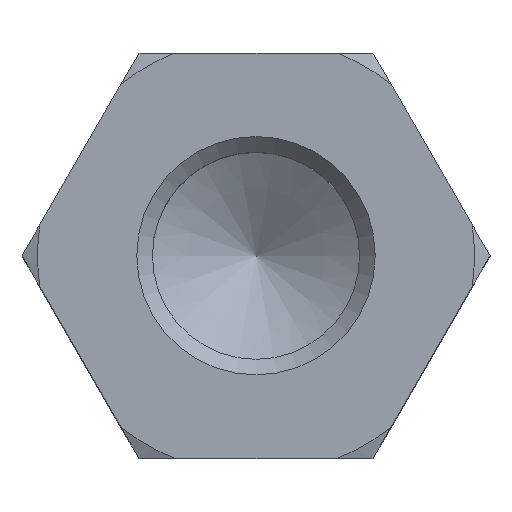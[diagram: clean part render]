
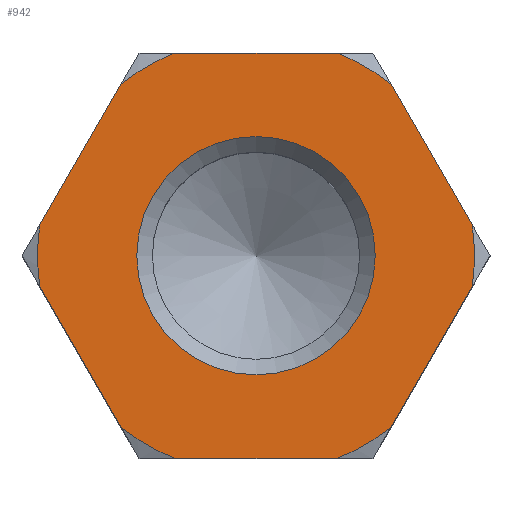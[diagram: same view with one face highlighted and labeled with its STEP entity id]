
A CAD part, top view. The second image highlights one B-rep face of the part: STEP entity #942.
In plain terms, the highlighted planar face has unit normal (0, 0, 1).
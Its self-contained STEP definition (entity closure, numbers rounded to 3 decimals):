
#485=CARTESIAN_POINT('',(6.936,-0.987,6.));
#486=VERTEX_POINT('',#485);
#500=CARTESIAN_POINT('',(4.323,-5.513,6.));
#501=VERTEX_POINT('',#500);
#502=CARTESIAN_POINT('',(6.936,-0.987,6.));
#503=DIRECTION('',(-0.5,-0.866,0.0));
#504=VECTOR('',#503,5.226);
#505=LINE('',#502,#504);
#506=EDGE_CURVE('',#486,#501,#505,.T.);
#548=CARTESIAN_POINT('',(-4.323,-5.513,6.));
#549=VERTEX_POINT('',#548);
#563=CARTESIAN_POINT('',(-6.936,-0.987,6.));
#564=VERTEX_POINT('',#563);
#565=CARTESIAN_POINT('',(-4.323,-5.513,6.));
#566=DIRECTION('',(-0.5,0.866,0.0));
#567=VECTOR('',#566,5.226);
#568=LINE('',#565,#567);
#569=EDGE_CURVE('',#549,#564,#568,.T.);
#603=CARTESIAN_POINT('',(-6.936,0.987,6.));
#604=VERTEX_POINT('',#603);
#605=CARTESIAN_POINT('',(0.0,0.0,6.));
#606=DIRECTION('',(0.0,0.0,1.0));
#607=DIRECTION('',(1.0,0.0,0.0));
#608=AXIS2_PLACEMENT_3D('',#605,#606,#607);
#609=CIRCLE('',#608,7.006);
#610=EDGE_CURVE('',#604,#564,#609,.T.);
#633=CARTESIAN_POINT('',(-4.323,5.513,6.));
#634=VERTEX_POINT('',#633);
#650=CARTESIAN_POINT('',(-2.613,6.5,6.));
#651=VERTEX_POINT('',#650);
#652=CARTESIAN_POINT('',(0.0,0.0,6.));
#653=DIRECTION('',(0.0,0.0,1.0));
#654=DIRECTION('',(1.0,0.0,0.0));
#655=AXIS2_PLACEMENT_3D('',#652,#653,#654);
#656=CIRCLE('',#655,7.006);
#657=EDGE_CURVE('',#651,#634,#656,.T.);
#680=CARTESIAN_POINT('',(2.613,6.5,6.));
#681=VERTEX_POINT('',#680);
#697=CARTESIAN_POINT('',(4.323,5.513,6.));
#698=VERTEX_POINT('',#697);
#699=CARTESIAN_POINT('',(0.0,0.0,6.));
#700=DIRECTION('',(0.0,0.0,1.0));
#701=DIRECTION('',(1.0,0.0,0.0));
#702=AXIS2_PLACEMENT_3D('',#699,#700,#701);
#703=CIRCLE('',#702,7.006);
#704=EDGE_CURVE('',#698,#681,#703,.T.);
#727=CARTESIAN_POINT('',(6.936,0.987,6.));
#728=VERTEX_POINT('',#727);
#742=CARTESIAN_POINT('',(0.0,0.0,6.));
#743=DIRECTION('',(0.0,0.0,1.0));
#744=DIRECTION('',(1.0,0.0,0.0));
#745=AXIS2_PLACEMENT_3D('',#742,#743,#744);
#746=CIRCLE('',#745,7.006);
#747=EDGE_CURVE('',#486,#728,#746,.T.);
#758=CARTESIAN_POINT('',(-2.613,-6.5,6.0));
#759=VERTEX_POINT('',#758);
#773=CARTESIAN_POINT('',(0.0,0.0,6.));
#774=DIRECTION('',(0.0,0.0,1.0));
#775=DIRECTION('',(1.0,0.0,0.0));
#776=AXIS2_PLACEMENT_3D('',#773,#774,#775);
#777=CIRCLE('',#776,7.006);
#778=EDGE_CURVE('',#549,#759,#777,.T.);
#790=CARTESIAN_POINT('',(2.613,-6.5,6.));
#791=VERTEX_POINT('',#790);
#792=CARTESIAN_POINT('',(0.0,0.0,6.));
#793=DIRECTION('',(0.0,0.0,1.0));
#794=DIRECTION('',(1.0,0.0,0.0));
#795=AXIS2_PLACEMENT_3D('',#792,#793,#794);
#796=CIRCLE('',#795,7.006);
#797=EDGE_CURVE('',#791,#501,#796,.T.);
#830=CARTESIAN_POINT('',(4.323,5.513,6.));
#831=DIRECTION('',(0.5,-0.866,0.0));
#832=VECTOR('',#831,5.226);
#833=LINE('',#830,#832);
#834=EDGE_CURVE('',#698,#728,#833,.T.);
#851=CARTESIAN_POINT('',(2.613,-6.5,6.));
#852=DIRECTION('',(-1.0,0.0,0.0));
#853=VECTOR('',#852,5.226);
#854=LINE('',#851,#853);
#855=EDGE_CURVE('',#791,#759,#854,.T.);
#878=CARTESIAN_POINT('',(3.824,0.,6.));
#879=VERTEX_POINT('',#878);
#880=CARTESIAN_POINT('',(0.0,0.0,6.));
#881=DIRECTION('',(0.0,0.0,1.0));
#882=DIRECTION('',(-1.0,0.0,0.0));
#883=AXIS2_PLACEMENT_3D('',#880,#881,#882);
#884=CIRCLE('',#883,3.824);
#885=EDGE_CURVE('',#879,#879,#884,.T.);
#910=CARTESIAN_POINT('',(0.,0.,6.));
#911=DIRECTION('',(0.0,0.0,1.0));
#912=DIRECTION('',(1.0,0.0,0.0));
#913=AXIS2_PLACEMENT_3D('',#910,#911,#912);
#914=PLANE('',#913);
#915=ORIENTED_EDGE('',*,*,#797,.T.);
#916=ORIENTED_EDGE('',*,*,#506,.F.);
#917=ORIENTED_EDGE('',*,*,#747,.T.);
#918=ORIENTED_EDGE('',*,*,#834,.F.);
#919=ORIENTED_EDGE('',*,*,#704,.T.);
#920=CARTESIAN_POINT('',(-2.613,6.5,6.));
#921=DIRECTION('',(1.0,0.0,0.0));
#922=VECTOR('',#921,5.226);
#923=LINE('',#920,#922);
#924=EDGE_CURVE('',#651,#681,#923,.T.);
#925=ORIENTED_EDGE('',*,*,#924,.F.);
#926=ORIENTED_EDGE('',*,*,#657,.T.);
#927=CARTESIAN_POINT('',(-6.936,0.987,6.));
#928=DIRECTION('',(0.5,0.866,0.0));
#929=VECTOR('',#928,5.226);
#930=LINE('',#927,#929);
#931=EDGE_CURVE('',#604,#634,#930,.T.);
#932=ORIENTED_EDGE('',*,*,#931,.F.);
#933=ORIENTED_EDGE('',*,*,#610,.T.);
#934=ORIENTED_EDGE('',*,*,#569,.F.);
#935=ORIENTED_EDGE('',*,*,#778,.T.);
#936=ORIENTED_EDGE('',*,*,#855,.F.);
#937=EDGE_LOOP('',(#915,#916,#917,#918,#919,#925,#926,#932,#933,#934,#935,#936));
#938=FACE_OUTER_BOUND('',#937,.T.);
#939=ORIENTED_EDGE('',*,*,#885,.F.);
#940=EDGE_LOOP('',(#939));
#941=FACE_BOUND('',#940,.T.);
#942=ADVANCED_FACE('',(#938,#941),#914,.T.);
